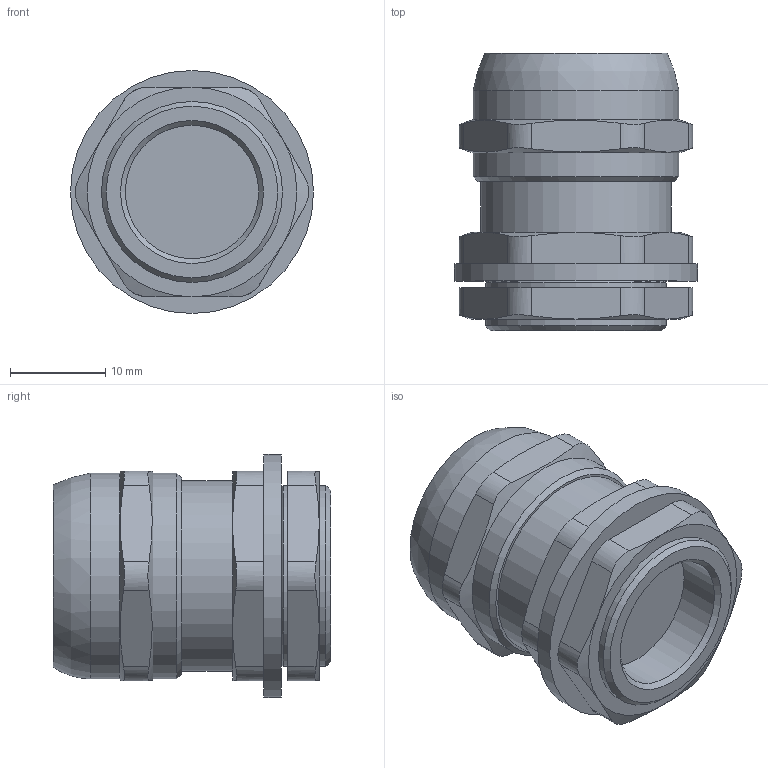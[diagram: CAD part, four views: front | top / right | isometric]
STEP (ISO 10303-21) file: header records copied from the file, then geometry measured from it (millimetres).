
FILE_DESCRIPTION(/* description */ ('','CAx-IF Rec.Pracs.---Representation and Presentation of Product Manufacturing Information (PMI)---4.0---2014-10-13'),/* implementation_level */ '2;1');
FILE_NAME(/* name */ 'ЗЭТАРУС M19 (6-12 мм).stp',/* time_stamp */ '2023-01-26T10:11:05+07:00',/* author */ ('zeta-09'),/* organization */ (''),/* preprocessor_version */ 'ST-DEVELOPER v18.1',/* originating_system */ 'Autodesk Inventor 2021',/* authorisation */ '');
FILE_SCHEMA (('AP242_MANAGED_MODEL_BASED_3D_ENGINEERING_MIM_LF { 1 0 10303 442 1 1 4 }'));
Length unit declared in the file: millimetre
Products named in the file (1): Деталь2
Bounding box: 25.5 x 29.1 x 25.5 mm (x, y, z)
Volume: 10002.7 mm3; surface area: 3993.7 mm2
Topology: 1 solids, 3 shells, 76 faces, 179 edges, 115 vertices
Faces by surface type: plane 30, cylinder 26, cone 18, torus 1, bspline 1
Full cylindrical faces by diameter (mm): 12.6 x1, 14 x1, 19 x2, 20 x1, 21.6 x2, 25.5 x1
Entity records: 2551 total; most frequent: CARTESIAN_POINT 704, ORIENTED_EDGE 356, DIRECTION 350, EDGE_CURVE 179, AXIS2_PLACEMENT_3D 144, VERTEX_POINT 115, EDGE_LOOP 84, STYLED_ITEM 76
